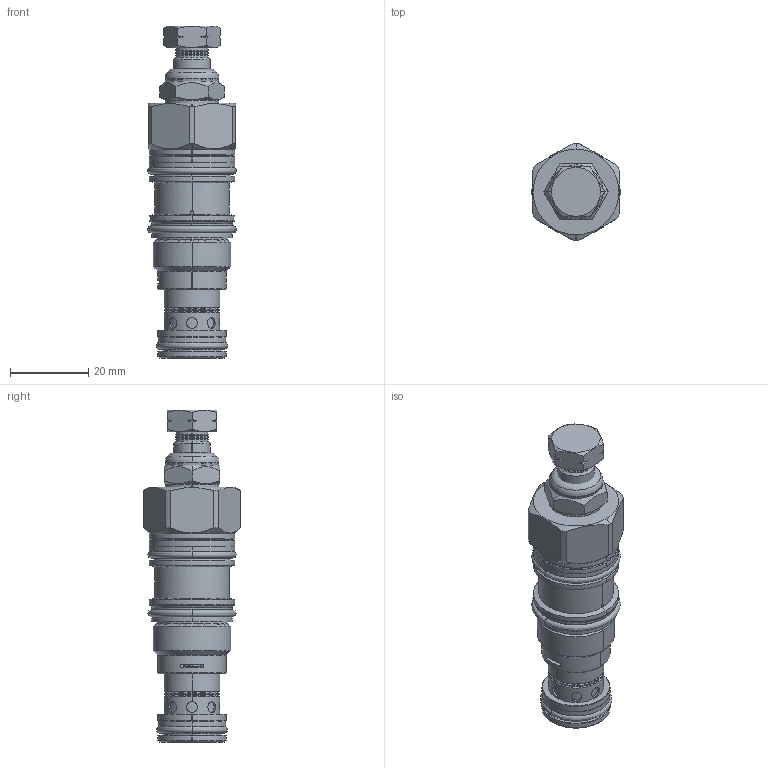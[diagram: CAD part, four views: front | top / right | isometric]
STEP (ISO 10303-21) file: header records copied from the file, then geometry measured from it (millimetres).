
FILE_DESCRIPTION((''),'2;1');
FILE_NAME('RSDCFBN_SW_PRT','2019-11-19T',('charlief'),(''),'PRO/ENGINEER BY PARAMETRIC TECHNOLOGY CORPORATION, 2016010','PRO/ENGINEER BY PARAMETRIC TECHNOLOGY CORPORATION, 2016010','');
FILE_SCHEMA(('CONFIG_CONTROL_DESIGN'));
Products named in the file (1): RSDCFBN_SW_PRT
Bounding box: 22.55 x 24.84 x 84.76 mm (x, y, z)
Surface area: 10724.1 mm2 (no closed solid volume)
Topology: 0 solids, 0 shells, 400 faces, 2022 edges, 1996 vertices
Faces by surface type: bspline 362, torus 38
Entity records: 61356 total; most frequent: CARTESIAN_POINT 44439, DIRECTION 2580, TRIMMED_CURVE 2087, DEFINITIONAL_REPRESENTATION 1970, PCURVE 1970, COMPOSITE_CURVE_SEGMENT 1970, VECTOR 1670, LINE 1670
